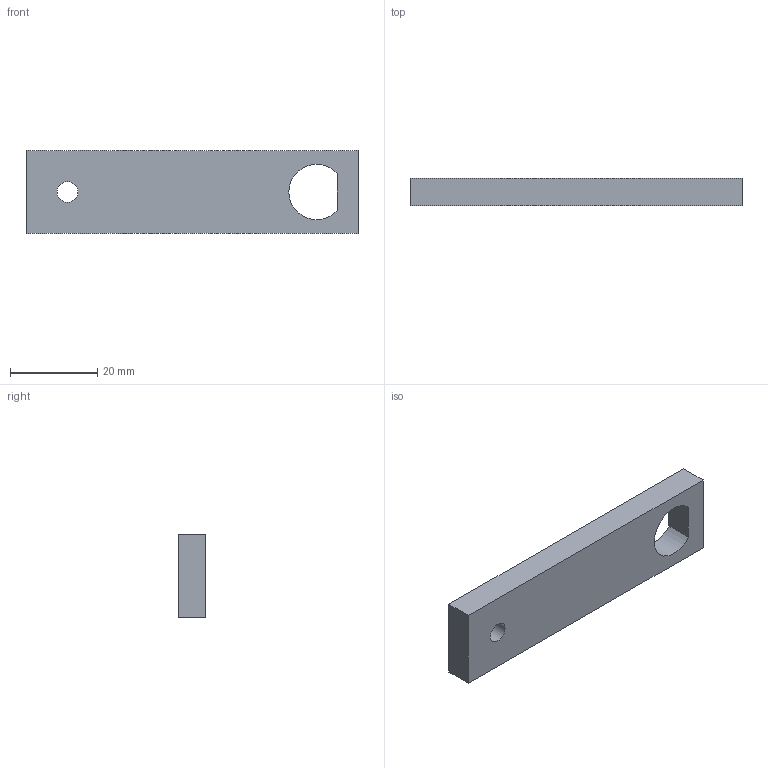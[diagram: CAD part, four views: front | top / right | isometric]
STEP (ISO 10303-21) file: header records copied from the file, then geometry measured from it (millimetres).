
FILE_DESCRIPTION(/* description */ (''),/* implementation_level */ '2;1');
FILE_NAME(/* name */ 'crank-arm.stp',/* time_stamp */ '2021-09-28T11:29:01-03:00',/* author */ ('cecilia'),/* organization */ (''),/* preprocessor_version */ 'ST-DEVELOPER v17',/* originating_system */ 'Autodesk Inventor 2019',/* authorisation */ '');
FILE_SCHEMA (('AUTOMOTIVE_DESIGN { 1 0 10303 214 3 1 1 }'));
Length unit declared in the file: inch
Products named in the file (1): crank-arm
Bounding box: 76.2 x 6.35 x 19.05 mm (x, y, z)
Volume: 8358.2 mm3; surface area: 4185.6 mm2
Topology: 1 solids, 1 shells, 9 faces, 23 edges, 16 vertices
Faces by surface type: plane 7, cylinder 2
Full cylindrical faces by diameter (mm): 4.762 x1
Entity records: 328 total; most frequent: DIRECTION 49, CARTESIAN_POINT 49, ORIENTED_EDGE 46, EDGE_CURVE 23, LINE 17, VECTOR 17, VERTEX_POINT 16, AXIS2_PLACEMENT_3D 16
